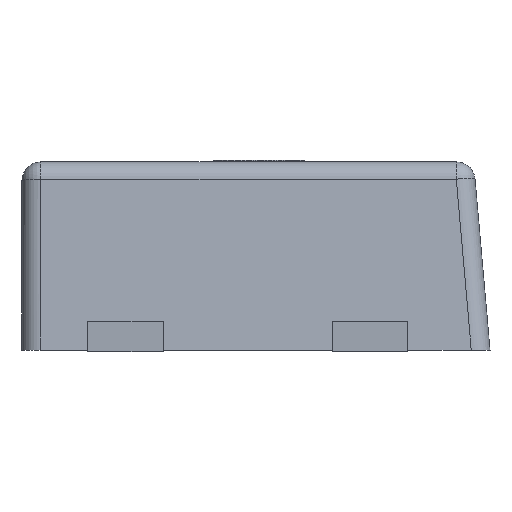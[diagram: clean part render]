
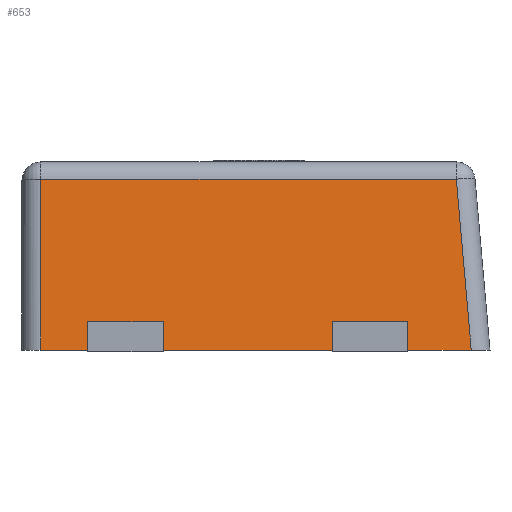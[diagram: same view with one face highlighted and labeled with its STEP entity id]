
A CAD part, front view. The second image highlights one B-rep face of the part: STEP entity #653.
In plain terms, the highlighted planar face has unit normal (0, -0.996, 0.087).
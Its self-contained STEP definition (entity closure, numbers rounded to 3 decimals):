
#247 = VERTEX_POINT('',#248);
#248 = CARTESIAN_POINT('',(-0.572,-0.744,0.005));
#328 = VERTEX_POINT('',#329);
#329 = CARTESIAN_POINT('',(0.572,-0.744,0.005));
#336 = EDGE_CURVE('',#328,#337,#339,.T.);
#337 = VERTEX_POINT('',#338);
#338 = CARTESIAN_POINT('',(0.403,-0.744,0.005));
#339 = LINE('',#340,#341);
#340 = CARTESIAN_POINT('',(0.278,-0.744,0.005));
#341 = VECTOR('',#342,1.);
#342 = DIRECTION('',(-1.,0.,0.));
#361 = VERTEX_POINT('',#362);
#362 = CARTESIAN_POINT('',(0.203,-0.744,0.005));
#368 = EDGE_CURVE('',#361,#369,#371,.T.);
#369 = VERTEX_POINT('',#370);
#370 = CARTESIAN_POINT('',(-0.247,-0.744,0.005));
#371 = LINE('',#372,#373);
#372 = CARTESIAN_POINT('',(0.278,-0.744,0.005));
#373 = VECTOR('',#374,1.);
#374 = DIRECTION('',(-1.,0.,0.));
#393 = VERTEX_POINT('',#394);
#394 = CARTESIAN_POINT('',(-0.447,-0.744,0.005));
#400 = EDGE_CURVE('',#393,#247,#401,.T.);
#401 = LINE('',#402,#403);
#402 = CARTESIAN_POINT('',(0.278,-0.744,0.005));
#403 = VECTOR('',#404,1.);
#404 = DIRECTION('',(-1.,0.,0.));
#626 = EDGE_CURVE('',#247,#627,#629,.T.);
#627 = VERTEX_POINT('',#628);
#628 = CARTESIAN_POINT('',(-0.572,-0.704,0.459));
#629 = LINE('',#630,#631);
#630 = CARTESIAN_POINT('',(-0.572,-0.744,0.005));
#631 = VECTOR('',#632,1.);
#632 = DIRECTION('',(0.,0.087,
    0.996));
#653 = ADVANCED_FACE('',(#654),#718,.T.);
#654 = FACE_BOUND('',#655,.T.);
#655 = EDGE_LOOP('',(#656,#657,#665,#671,#672,#673,#681,#689,#695,#696,
    #704,#712));
#656 = ORIENTED_EDGE('',*,*,#336,.F.);
#657 = ORIENTED_EDGE('',*,*,#658,.T.);
#658 = EDGE_CURVE('',#328,#659,#661,.T.);
#659 = VERTEX_POINT('',#660);
#660 = CARTESIAN_POINT('',(0.532,-0.704,0.459
    ));
#661 = LINE('',#662,#663);
#662 = CARTESIAN_POINT('',(0.572,-0.744,
    0.001));
#663 = VECTOR('',#664,1.);
#664 = DIRECTION('',(-0.087,0.087,
    0.992));
#665 = ORIENTED_EDGE('',*,*,#666,.T.);
#666 = EDGE_CURVE('',#659,#627,#667,.T.);
#667 = LINE('',#668,#669);
#668 = CARTESIAN_POINT('',(0.578,-0.704,0.459));
#669 = VECTOR('',#670,1.);
#670 = DIRECTION('',(-1.,0.,0.));
#671 = ORIENTED_EDGE('',*,*,#626,.F.);
#672 = ORIENTED_EDGE('',*,*,#400,.F.);
#673 = ORIENTED_EDGE('',*,*,#674,.T.);
#674 = EDGE_CURVE('',#393,#675,#677,.T.);
#675 = VERTEX_POINT('',#676);
#676 = CARTESIAN_POINT('',(-0.447,-0.737,0.08));
#677 = LINE('',#678,#679);
#678 = CARTESIAN_POINT('',(-0.447,-0.744,0.001)
  );
#679 = VECTOR('',#680,1.);
#680 = DIRECTION('',(0.,0.087,
    0.996));
#681 = ORIENTED_EDGE('',*,*,#682,.F.);
#682 = EDGE_CURVE('',#683,#675,#685,.T.);
#683 = VERTEX_POINT('',#684);
#684 = CARTESIAN_POINT('',(-0.247,-0.737,0.08));
#685 = LINE('',#686,#687);
#686 = CARTESIAN_POINT('',(0.116,-0.737,0.08));
#687 = VECTOR('',#688,1.);
#688 = DIRECTION('',(-1.,0.,0.));
#689 = ORIENTED_EDGE('',*,*,#690,.T.);
#690 = EDGE_CURVE('',#683,#369,#691,.T.);
#691 = LINE('',#692,#693);
#692 = CARTESIAN_POINT('',(-0.247,-0.743,0.01)
  );
#693 = VECTOR('',#694,1.);
#694 = DIRECTION('',(0.,-0.087,
    -0.996));
#695 = ORIENTED_EDGE('',*,*,#368,.F.);
#696 = ORIENTED_EDGE('',*,*,#697,.F.);
#697 = EDGE_CURVE('',#698,#361,#700,.T.);
#698 = VERTEX_POINT('',#699);
#699 = CARTESIAN_POINT('',(0.203,-0.737,0.08));
#700 = LINE('',#701,#702);
#701 = CARTESIAN_POINT('',(0.203,-0.744,0.001)
  );
#702 = VECTOR('',#703,1.);
#703 = DIRECTION('',(0.,-0.087,
    -0.996));
#704 = ORIENTED_EDGE('',*,*,#705,.T.);
#705 = EDGE_CURVE('',#698,#706,#708,.T.);
#706 = VERTEX_POINT('',#707);
#707 = CARTESIAN_POINT('',(0.403,-0.737,0.08));
#708 = LINE('',#709,#710);
#709 = CARTESIAN_POINT('',(0.441,-0.737,0.08));
#710 = VECTOR('',#711,1.);
#711 = DIRECTION('',(1.,0.,0.));
#712 = ORIENTED_EDGE('',*,*,#713,.F.);
#713 = EDGE_CURVE('',#337,#706,#714,.T.);
#714 = LINE('',#715,#716);
#715 = CARTESIAN_POINT('',(0.403,-0.743,0.01)
  );
#716 = VECTOR('',#717,1.);
#717 = DIRECTION('',(0.,0.087,
    0.996));
#718 = PLANE('',#719);
#719 = AXIS2_PLACEMENT_3D('',#720,#721,#722);
#720 = CARTESIAN_POINT('',(0.578,-0.744,0.007)
  );
#721 = DIRECTION('',(0.,-0.996,
    0.087));
#722 = DIRECTION('',(-1.,0.,0.));
